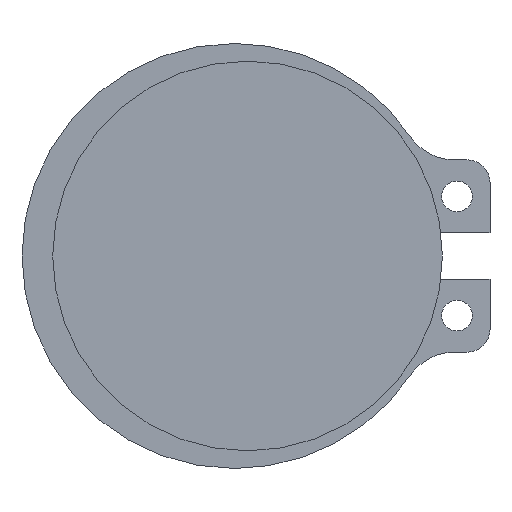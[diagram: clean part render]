
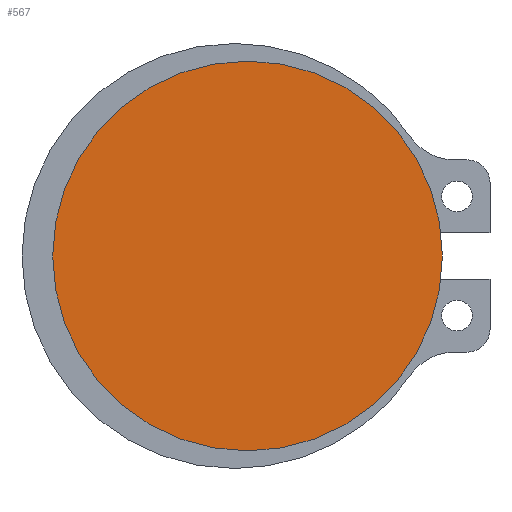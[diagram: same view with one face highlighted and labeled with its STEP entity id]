
A CAD part, left-side view. The second image highlights one B-rep face of the part: STEP entity #567.
In plain terms, the highlighted planar face has unit normal (-1, 0, 0).
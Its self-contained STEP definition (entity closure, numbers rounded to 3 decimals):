
#70 = DIRECTION ( 'NONE',  ( 0., 0., -1. ) ) ;
#79 = VERTEX_POINT ( 'NONE', #214 ) ;
#200 = CIRCLE ( 'NONE', #400, 12.7 ) ;
#214 = CARTESIAN_POINT ( 'NONE',  ( 0., 0., -12.7 ) ) ;
#261 = CARTESIAN_POINT ( 'NONE',  ( 0., 0., 12.7 ) ) ;
#293 = DIRECTION ( 'NONE',  ( 0., 0., 1. ) ) ;
#396 = ORIENTED_EDGE ( 'NONE', *, *, #629, .T. ) ;
#400 = AXIS2_PLACEMENT_3D ( 'NONE', #501, #825, #293 ) ;
#438 = CIRCLE ( 'NONE', #817, 12.7 ) ;
#473 = VERTEX_POINT ( 'NONE', #261 ) ;
#493 = AXIS2_PLACEMENT_3D ( 'NONE', #505, #1322, #70 ) ;
#501 = CARTESIAN_POINT ( 'NONE',  ( 0., 0., 0. ) ) ;
#505 = CARTESIAN_POINT ( 'NONE',  ( 0., 0., 0. ) ) ;
#567 = ADVANCED_FACE ( 'NONE', ( #1053 ), #708, .F. ) ;
#629 = EDGE_CURVE ( 'NONE', #79, #473, #200, .T. ) ;
#708 = PLANE ( 'NONE',  #493 ) ;
#767 = EDGE_CURVE ( 'NONE', #473, #79, #438, .T. ) ;
#817 = AXIS2_PLACEMENT_3D ( 'NONE', #1135, #1049, #845 ) ;
#825 = DIRECTION ( 'NONE',  ( -1., 0., 0. ) ) ;
#845 = DIRECTION ( 'NONE',  ( 0., 0., 1. ) ) ;
#970 = EDGE_LOOP ( 'NONE', ( #1289, #396 ) ) ;
#1049 = DIRECTION ( 'NONE',  ( -1., 0., 0. ) ) ;
#1053 = FACE_OUTER_BOUND ( 'NONE', #970, .T. ) ;
#1135 = CARTESIAN_POINT ( 'NONE',  ( 0., 0., 0. ) ) ;
#1289 = ORIENTED_EDGE ( 'NONE', *, *, #767, .T. ) ;
#1322 = DIRECTION ( 'NONE',  ( 1., 0., 0. ) ) ;
